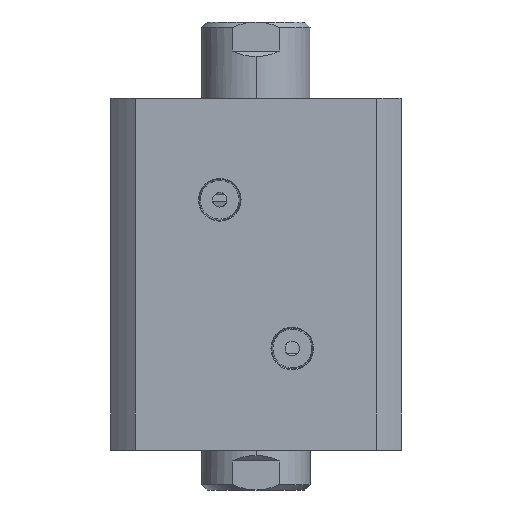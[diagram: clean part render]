
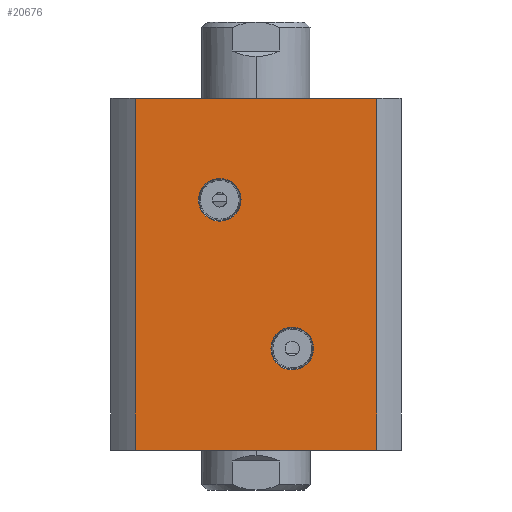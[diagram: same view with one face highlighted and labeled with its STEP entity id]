
A CAD part, left-side view. The second image highlights one B-rep face of the part: STEP entity #20676.
In plain terms, the highlighted planar face has unit normal (-1, 0, 0).
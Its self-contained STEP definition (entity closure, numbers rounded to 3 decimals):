
#328 = LINE ( 'NONE', #17564, #17173 ) ;
#359 = EDGE_CURVE ( 'NONE', #9782, #7285, #2997, .T. ) ;
#1052 = ORIENTED_EDGE ( 'NONE', *, *, #5512, .F. ) ;
#1204 = VECTOR ( 'NONE', #11577, 1000. ) ;
#1460 = LINE ( 'NONE', #18823, #14161 ) ;
#1471 = CARTESIAN_POINT ( 'NONE',  ( -40., 10., 20.5 ) ) ;
#1534 = AXIS2_PLACEMENT_3D ( 'NONE', #21308, #17981, #9553 ) ;
#1740 = CIRCLE ( 'NONE', #10759, 5.885 ) ;
#2701 = CARTESIAN_POINT ( 'NONE',  ( -40., -10., -26.385 ) ) ;
#2813 = DIRECTION ( 'NONE',  ( 0., 0., -1. ) ) ;
#2897 = FACE_BOUND ( 'NONE', #18351, .T. ) ;
#2997 = LINE ( 'NONE', #3209, #1204 ) ;
#3164 = DIRECTION ( 'NONE',  ( 0., 0., 1. ) ) ;
#3209 = CARTESIAN_POINT ( 'NONE',  ( -40., 33.226, 48.5 ) ) ;
#3653 = VERTEX_POINT ( 'NONE', #11766 ) ;
#3867 = CARTESIAN_POINT ( 'NONE',  ( -40., 10., 14.615 ) ) ;
#4270 = PLANE ( 'NONE',  #19585 ) ;
#4392 = CARTESIAN_POINT ( 'NONE',  ( -40., -33.226, 48.5 ) ) ;
#4429 = EDGE_CURVE ( 'NONE', #11790, #6814, #19093, .T. ) ;
#4810 = DIRECTION ( 'NONE',  ( -1., 0., 0. ) ) ;
#4989 = ORIENTED_EDGE ( 'NONE', *, *, #6850, .F. ) ;
#5118 = ORIENTED_EDGE ( 'NONE', *, *, #14021, .F. ) ;
#5335 = EDGE_CURVE ( 'NONE', #7271, #3653, #1460, .T. ) ;
#5512 = EDGE_CURVE ( 'NONE', #7609, #17744, #11829, .T. ) ;
#6340 = CARTESIAN_POINT ( 'NONE',  ( -40., 33.226, 48.5 ) ) ;
#6502 = ORIENTED_EDGE ( 'NONE', *, *, #4429, .F. ) ;
#6782 = ORIENTED_EDGE ( 'NONE', *, *, #5335, .T. ) ;
#6814 = VERTEX_POINT ( 'NONE', #21357 ) ;
#6850 = EDGE_CURVE ( 'NONE', #17744, #7609, #1740, .T. ) ;
#7271 = VERTEX_POINT ( 'NONE', #7725 ) ;
#7285 = VERTEX_POINT ( 'NONE', #4392 ) ;
#7609 = VERTEX_POINT ( 'NONE', #3867 ) ;
#7725 = CARTESIAN_POINT ( 'NONE',  ( -40., 33.226, -48.5 ) ) ;
#8359 = ORIENTED_EDGE ( 'NONE', *, *, #359, .F. ) ;
#8603 = CARTESIAN_POINT ( 'NONE',  ( -40., -10., -20.5 ) ) ;
#9553 = DIRECTION ( 'NONE',  ( 0., 0., 1. ) ) ;
#9782 = VERTEX_POINT ( 'NONE', #6340 ) ;
#10589 = EDGE_LOOP ( 'NONE', ( #5118, #6502 ) ) ;
#10759 = AXIS2_PLACEMENT_3D ( 'NONE', #21224, #4810, #21293 ) ;
#10938 = EDGE_CURVE ( 'NONE', #7285, #3653, #18135, .T. ) ;
#11026 = AXIS2_PLACEMENT_3D ( 'NONE', #1471, #19625, #16400 ) ;
#11191 = DIRECTION ( 'NONE',  ( 1., 0., 0. ) ) ;
#11577 = DIRECTION ( 'NONE',  ( 0., -1., 0. ) ) ;
#11643 = DIRECTION ( 'NONE',  ( 0., 0., -1. ) ) ;
#11766 = CARTESIAN_POINT ( 'NONE',  ( -40., -33.226, -48.5 ) ) ;
#11790 = VERTEX_POINT ( 'NONE', #2701 ) ;
#11829 = CIRCLE ( 'NONE', #11026, 5.885 ) ;
#12540 = ORIENTED_EDGE ( 'NONE', *, *, #10938, .F. ) ;
#13165 = EDGE_LOOP ( 'NONE', ( #6782, #12540, #8359, #20084 ) ) ;
#13898 = DIRECTION ( 'NONE',  ( 0., -1., 0. ) ) ;
#14021 = EDGE_CURVE ( 'NONE', #6814, #11790, #19823, .T. ) ;
#14161 = VECTOR ( 'NONE', #13898, 1000. ) ;
#15255 = DIRECTION ( 'NONE',  ( -1., 0., 0. ) ) ;
#16151 = CARTESIAN_POINT ( 'NONE',  ( -40., 33.226, 48.5 ) ) ;
#16400 = DIRECTION ( 'NONE',  ( 0., 0., 1. ) ) ;
#17173 = VECTOR ( 'NONE', #20950, 1000. ) ;
#17543 = AXIS2_PLACEMENT_3D ( 'NONE', #8603, #15255, #3164 ) ;
#17564 = CARTESIAN_POINT ( 'NONE',  ( -40., 33.226, 48.5 ) ) ;
#17626 = VECTOR ( 'NONE', #11643, 1000. ) ;
#17744 = VERTEX_POINT ( 'NONE', #18096 ) ;
#17981 = DIRECTION ( 'NONE',  ( -1., 0., 0. ) ) ;
#18096 = CARTESIAN_POINT ( 'NONE',  ( -40., 10., 26.385 ) ) ;
#18135 = LINE ( 'NONE', #19705, #17626 ) ;
#18178 = FACE_BOUND ( 'NONE', #10589, .T. ) ;
#18351 = EDGE_LOOP ( 'NONE', ( #4989, #1052 ) ) ;
#18702 = FACE_OUTER_BOUND ( 'NONE', #13165, .T. ) ;
#18823 = CARTESIAN_POINT ( 'NONE',  ( -40., 33.226, -48.5 ) ) ;
#19093 = CIRCLE ( 'NONE', #1534, 5.885 ) ;
#19585 = AXIS2_PLACEMENT_3D ( 'NONE', #16151, #11191, #2813 ) ;
#19625 = DIRECTION ( 'NONE',  ( -1., 0., 0. ) ) ;
#19705 = CARTESIAN_POINT ( 'NONE',  ( -40., -33.226, 48.5 ) ) ;
#19721 = EDGE_CURVE ( 'NONE', #9782, #7271, #328, .T. ) ;
#19823 = CIRCLE ( 'NONE', #17543, 5.885 ) ;
#20084 = ORIENTED_EDGE ( 'NONE', *, *, #19721, .T. ) ;
#20676 = ADVANCED_FACE ( 'NONE', ( #18178, #2897, #18702 ), #4270, .F. ) ;
#20950 = DIRECTION ( 'NONE',  ( 0., 0., -1. ) ) ;
#21224 = CARTESIAN_POINT ( 'NONE',  ( -40., 10., 20.5 ) ) ;
#21293 = DIRECTION ( 'NONE',  ( 0., 0., 1. ) ) ;
#21308 = CARTESIAN_POINT ( 'NONE',  ( -40., -10., -20.5 ) ) ;
#21357 = CARTESIAN_POINT ( 'NONE',  ( -40., -10., -14.615 ) ) ;
